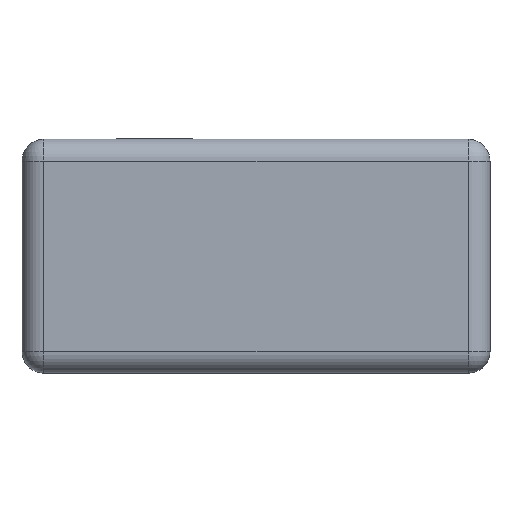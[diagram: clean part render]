
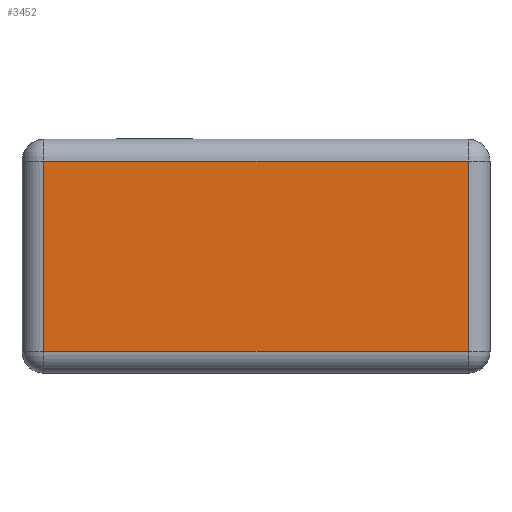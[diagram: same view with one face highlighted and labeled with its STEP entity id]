
A CAD part, left-side view. The second image highlights one B-rep face of the part: STEP entity #3452.
In plain terms, the highlighted planar face has unit normal (-1, 0, 0).
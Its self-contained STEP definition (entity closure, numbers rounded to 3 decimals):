
#2519 = CYLINDRICAL_SURFACE('',#2520,0.15);
#2520 = AXIS2_PLACEMENT_3D('',#2521,#2522,#2523);
#2521 = CARTESIAN_POINT('',(-2.1,1.6,0.15));
#2522 = DIRECTION('',(0.,-1.,0.));
#2523 = DIRECTION('',(1.,0.,0.));
#2734 = CYLINDRICAL_SURFACE('',#2735,0.15);
#2735 = AXIS2_PLACEMENT_3D('',#2736,#2737,#2738);
#2736 = CARTESIAN_POINT('',(-2.1,1.45,1.6));
#2737 = DIRECTION('',(0.,0.,-1.));
#2738 = DIRECTION('',(0.,1.,0.));
#3304 = CYLINDRICAL_SURFACE('',#3305,0.15);
#3305 = AXIS2_PLACEMENT_3D('',#3306,#3307,#3308);
#3306 = CARTESIAN_POINT('',(-2.1,-1.6,1.45));
#3307 = DIRECTION('',(0.,1.,0.));
#3308 = DIRECTION('',(-1.,0.,0.));
#3390 = CYLINDRICAL_SURFACE('',#3391,0.15);
#3391 = AXIS2_PLACEMENT_3D('',#3392,#3393,#3394);
#3392 = CARTESIAN_POINT('',(-2.1,-1.45,1.6));
#3393 = DIRECTION('',(0.,0.,-1.));
#3394 = DIRECTION('',(0.,1.,0.));
#3452 = ADVANCED_FACE('',(#3453),#3467,.F.);
#3453 = FACE_BOUND('',#3454,.T.);
#3454 = EDGE_LOOP('',(#3455,#3484,#3506,#3528));
#3455 = ORIENTED_EDGE('',*,*,#3456,.T.);
#3456 = EDGE_CURVE('',#3457,#3459,#3461,.T.);
#3457 = VERTEX_POINT('',#3458);
#3458 = CARTESIAN_POINT('',(-2.25,-1.45,1.45));
#3459 = VERTEX_POINT('',#3460);
#3460 = CARTESIAN_POINT('',(-2.25,1.45,1.45));
#3461 = SURFACE_CURVE('',#3462,(#3466,#3478),.PCURVE_S1.);
#3462 = LINE('',#3463,#3464);
#3463 = CARTESIAN_POINT('',(-2.25,1.6,1.45));
#3464 = VECTOR('',#3465,1.);
#3465 = DIRECTION('',(0.,1.,0.));
#3466 = PCURVE('',#3467,#3472);
#3467 = PLANE('',#3468);
#3468 = AXIS2_PLACEMENT_3D('',#3469,#3470,#3471);
#3469 = CARTESIAN_POINT('',(-2.25,1.6,1.6));
#3470 = DIRECTION('',(1.,0.,0.));
#3471 = DIRECTION('',(0.,1.,0.));
#3472 = DEFINITIONAL_REPRESENTATION('',(#3473),#3477);
#3473 = LINE('',#3474,#3475);
#3474 = CARTESIAN_POINT('',(0.,-0.15));
#3475 = VECTOR('',#3476,1.);
#3476 = DIRECTION('',(1.,0.));
#3477 = ( GEOMETRIC_REPRESENTATION_CONTEXT(2) 
PARAMETRIC_REPRESENTATION_CONTEXT() REPRESENTATION_CONTEXT('2D SPACE',''
  ) );
#3478 = PCURVE('',#3304,#3479);
#3479 = DEFINITIONAL_REPRESENTATION('',(#3480),#3483);
#3480 = B_SPLINE_CURVE_WITH_KNOTS('',1,(#3481,#3482),.UNSPECIFIED.,.F.,
  .F.,(2,2),(-3.05,-0.15),.PIECEWISE_BEZIER_KNOTS.);
#3481 = CARTESIAN_POINT('',(0.,0.15));
#3482 = CARTESIAN_POINT('',(0.,3.05));
#3483 = ( GEOMETRIC_REPRESENTATION_CONTEXT(2) 
PARAMETRIC_REPRESENTATION_CONTEXT() REPRESENTATION_CONTEXT('2D SPACE',''
  ) );
#3484 = ORIENTED_EDGE('',*,*,#3485,.T.);
#3485 = EDGE_CURVE('',#3459,#3486,#3488,.T.);
#3486 = VERTEX_POINT('',#3487);
#3487 = CARTESIAN_POINT('',(-2.25,1.45,0.15));
#3488 = SURFACE_CURVE('',#3489,(#3493,#3500),.PCURVE_S1.);
#3489 = LINE('',#3490,#3491);
#3490 = CARTESIAN_POINT('',(-2.25,1.45,1.6));
#3491 = VECTOR('',#3492,1.);
#3492 = DIRECTION('',(0.,0.,-1.));
#3493 = PCURVE('',#3467,#3494);
#3494 = DEFINITIONAL_REPRESENTATION('',(#3495),#3499);
#3495 = LINE('',#3496,#3497);
#3496 = CARTESIAN_POINT('',(-0.15,0.));
#3497 = VECTOR('',#3498,1.);
#3498 = DIRECTION('',(0.,-1.));
#3499 = ( GEOMETRIC_REPRESENTATION_CONTEXT(2) 
PARAMETRIC_REPRESENTATION_CONTEXT() REPRESENTATION_CONTEXT('2D SPACE',''
  ) );
#3500 = PCURVE('',#2734,#3501);
#3501 = DEFINITIONAL_REPRESENTATION('',(#3502),#3505);
#3502 = B_SPLINE_CURVE_WITH_KNOTS('',1,(#3503,#3504),.UNSPECIFIED.,.F.,
  .F.,(2,2),(0.15,1.45),.PIECEWISE_BEZIER_KNOTS.);
#3503 = CARTESIAN_POINT('',(4.712,0.15));
#3504 = CARTESIAN_POINT('',(4.712,1.45));
#3505 = ( GEOMETRIC_REPRESENTATION_CONTEXT(2) 
PARAMETRIC_REPRESENTATION_CONTEXT() REPRESENTATION_CONTEXT('2D SPACE',''
  ) );
#3506 = ORIENTED_EDGE('',*,*,#3507,.T.);
#3507 = EDGE_CURVE('',#3486,#3508,#3510,.T.);
#3508 = VERTEX_POINT('',#3509);
#3509 = CARTESIAN_POINT('',(-2.25,-1.45,0.15));
#3510 = SURFACE_CURVE('',#3511,(#3515,#3522),.PCURVE_S1.);
#3511 = LINE('',#3512,#3513);
#3512 = CARTESIAN_POINT('',(-2.25,1.6,0.15));
#3513 = VECTOR('',#3514,1.);
#3514 = DIRECTION('',(0.,-1.,0.));
#3515 = PCURVE('',#3467,#3516);
#3516 = DEFINITIONAL_REPRESENTATION('',(#3517),#3521);
#3517 = LINE('',#3518,#3519);
#3518 = CARTESIAN_POINT('',(0.,-1.45));
#3519 = VECTOR('',#3520,1.);
#3520 = DIRECTION('',(-1.,0.));
#3521 = ( GEOMETRIC_REPRESENTATION_CONTEXT(2) 
PARAMETRIC_REPRESENTATION_CONTEXT() REPRESENTATION_CONTEXT('2D SPACE',''
  ) );
#3522 = PCURVE('',#2519,#3523);
#3523 = DEFINITIONAL_REPRESENTATION('',(#3524),#3527);
#3524 = B_SPLINE_CURVE_WITH_KNOTS('',1,(#3525,#3526),.UNSPECIFIED.,.F.,
  .F.,(2,2),(0.15,3.05),.PIECEWISE_BEZIER_KNOTS.);
#3525 = CARTESIAN_POINT('',(3.142,0.15));
#3526 = CARTESIAN_POINT('',(3.142,3.05));
#3527 = ( GEOMETRIC_REPRESENTATION_CONTEXT(2) 
PARAMETRIC_REPRESENTATION_CONTEXT() REPRESENTATION_CONTEXT('2D SPACE',''
  ) );
#3528 = ORIENTED_EDGE('',*,*,#3529,.T.);
#3529 = EDGE_CURVE('',#3508,#3457,#3530,.T.);
#3530 = SURFACE_CURVE('',#3531,(#3535,#3542),.PCURVE_S1.);
#3531 = LINE('',#3532,#3533);
#3532 = CARTESIAN_POINT('',(-2.25,-1.45,1.6));
#3533 = VECTOR('',#3534,1.);
#3534 = DIRECTION('',(0.,0.,1.));
#3535 = PCURVE('',#3467,#3536);
#3536 = DEFINITIONAL_REPRESENTATION('',(#3537),#3541);
#3537 = LINE('',#3538,#3539);
#3538 = CARTESIAN_POINT('',(-3.05,0.));
#3539 = VECTOR('',#3540,1.);
#3540 = DIRECTION('',(0.,1.));
#3541 = ( GEOMETRIC_REPRESENTATION_CONTEXT(2) 
PARAMETRIC_REPRESENTATION_CONTEXT() REPRESENTATION_CONTEXT('2D SPACE',''
  ) );
#3542 = PCURVE('',#3390,#3543);
#3543 = DEFINITIONAL_REPRESENTATION('',(#3544),#3547);
#3544 = B_SPLINE_CURVE_WITH_KNOTS('',1,(#3545,#3546),.UNSPECIFIED.,.F.,
  .F.,(2,2),(-1.45,-0.15),.PIECEWISE_BEZIER_KNOTS.);
#3545 = CARTESIAN_POINT('',(4.712,1.45));
#3546 = CARTESIAN_POINT('',(4.712,0.15));
#3547 = ( GEOMETRIC_REPRESENTATION_CONTEXT(2) 
PARAMETRIC_REPRESENTATION_CONTEXT() REPRESENTATION_CONTEXT('2D SPACE',''
  ) );
